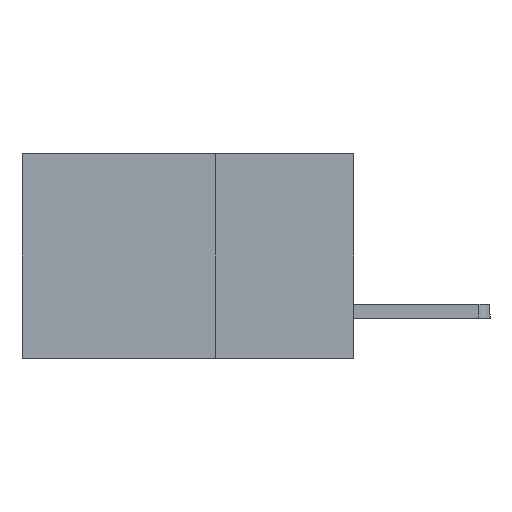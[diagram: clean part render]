
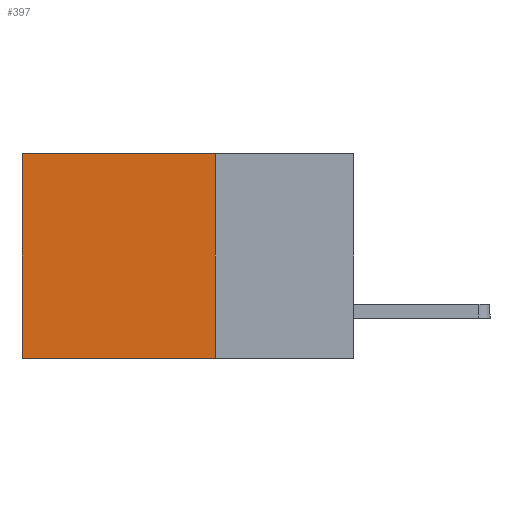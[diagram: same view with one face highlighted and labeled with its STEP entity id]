
A CAD part, left-side view. The second image highlights one B-rep face of the part: STEP entity #397.
In plain terms, the highlighted planar face has unit normal (-1, 0, 0).
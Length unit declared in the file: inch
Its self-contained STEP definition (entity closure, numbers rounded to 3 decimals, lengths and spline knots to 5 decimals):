
#397 = ADVANCED_FACE ( 'NONE', ( #8966 ), #1408, .F. ) ;
#799 = CARTESIAN_POINT ( 'NONE',  ( 0.2875, 0.25, 0. ) ) ;
#923 = VERTEX_POINT ( 'NONE', #3902 ) ;
#1233 = CARTESIAN_POINT ( 'NONE',  ( 0.2875, 0.6, 0. ) ) ;
#1239 = CARTESIAN_POINT ( 'NONE',  ( 0.2875, 0.25, 0. ) ) ;
#1317 = DIRECTION ( 'NONE',  ( 0., 0., -1. ) ) ;
#1408 = PLANE ( 'NONE',  #2449 ) ;
#1569 = DIRECTION ( 'NONE',  ( 0., 0., -1. ) ) ;
#1739 = ORIENTED_EDGE ( 'NONE', *, *, #1951, .T. ) ;
#1831 = ORIENTED_EDGE ( 'NONE', *, *, #7894, .F. ) ;
#1898 = ORIENTED_EDGE ( 'NONE', *, *, #5804, .F. ) ;
#1951 = EDGE_CURVE ( 'NONE', #6497, #923, #9178, .T. ) ;
#1972 = ORIENTED_EDGE ( 'NONE', *, *, #7127, .T. ) ;
#2449 = AXIS2_PLACEMENT_3D ( 'NONE', #2556, #5442, #9786 ) ;
#2556 = CARTESIAN_POINT ( 'NONE',  ( 0.2875, 0.25, 0. ) ) ;
#2954 = EDGE_LOOP ( 'NONE', ( #1739, #1831, #1898, #1972 ) ) ;
#3155 = CARTESIAN_POINT ( 'NONE',  ( 0.2875, 0.25, -0.37 ) ) ;
#3297 = DIRECTION ( 'NONE',  ( 0., 1., 0. ) ) ;
#3411 = CARTESIAN_POINT ( 'NONE',  ( 0.2875, 0.25, 0. ) ) ;
#3471 = VECTOR ( 'NONE', #1317, 39.37008 ) ;
#3902 = CARTESIAN_POINT ( 'NONE',  ( 0.2875, 0.6, -0.37 ) ) ;
#4427 = CARTESIAN_POINT ( 'NONE',  ( 0.2875, 0.25, -0.37 ) ) ;
#5174 = DIRECTION ( 'NONE',  ( 0., 1., 0. ) ) ;
#5248 = VECTOR ( 'NONE', #3297, 39.37008 ) ;
#5442 = DIRECTION ( 'NONE',  ( 1., 0., 0. ) ) ;
#5804 = EDGE_CURVE ( 'NONE', #9724, #7145, #7512, .T. ) ;
#6244 = CARTESIAN_POINT ( 'NONE',  ( 0.2875, 0.6, 0. ) ) ;
#6497 = VERTEX_POINT ( 'NONE', #6244 ) ;
#7127 = EDGE_CURVE ( 'NONE', #9724, #6497, #9173, .T. ) ;
#7145 = VERTEX_POINT ( 'NONE', #3155 ) ;
#7512 = LINE ( 'NONE', #1239, #3471 ) ;
#7689 = LINE ( 'NONE', #4427, #7916 ) ;
#7894 = EDGE_CURVE ( 'NONE', #7145, #923, #7689, .T. ) ;
#7916 = VECTOR ( 'NONE', #5174, 39.37008 ) ;
#8165 = VECTOR ( 'NONE', #1569, 39.37008 ) ;
#8966 = FACE_OUTER_BOUND ( 'NONE', #2954, .T. ) ;
#9173 = LINE ( 'NONE', #3411, #5248 ) ;
#9178 = LINE ( 'NONE', #1233, #8165 ) ;
#9724 = VERTEX_POINT ( 'NONE', #799 ) ;
#9786 = DIRECTION ( 'NONE',  ( 0., 0., -1. ) ) ;
